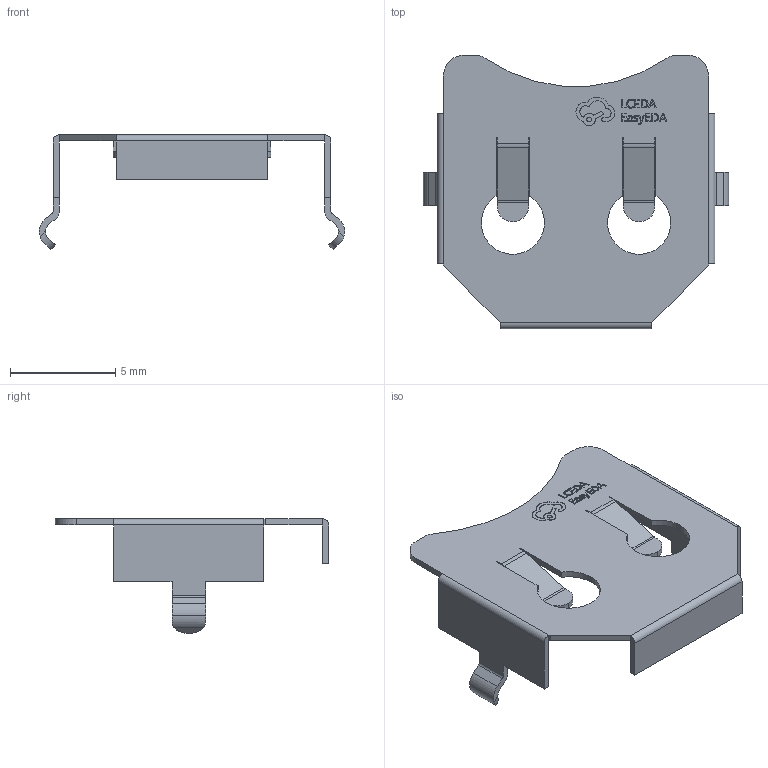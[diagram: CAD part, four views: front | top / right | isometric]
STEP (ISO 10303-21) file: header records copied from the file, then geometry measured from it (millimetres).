
FILE_DESCRIPTION (( 'STEP AP214' ), '1' );
FILE_NAME ('BAT-TH_MY-1220-04.STEP', '2022-11-06T09:15:41', ( '微软用户' ), ( '微软中国' ), 'SwSTEP 2.0', 'SolidWorks 2020', '' );
FILE_SCHEMA (( 'AUTOMOTIVE_DESIGN' ));
Length unit declared in the file: millimetre
Products named in the file (1): BAT-TH_MY-1220-04
Bounding box: 14.51 x 13 x 5.47 mm (x, y, z)
Volume: 59.3 mm3; surface area: 431 mm2
Topology: 1 solids, 1 shells, 323 faces, 894 edges, 592 vertices
Faces by surface type: plane 185, bspline 98, cylinder 40
Entity records: 14375 total; most frequent: CARTESIAN_POINT 3154, ORIENTED_EDGE 1788, DIRECTION 1214, EDGE_CURVE 894, VECTOR 606, LINE 606, VERTEX_POINT 592, EDGE_LOOP 346
